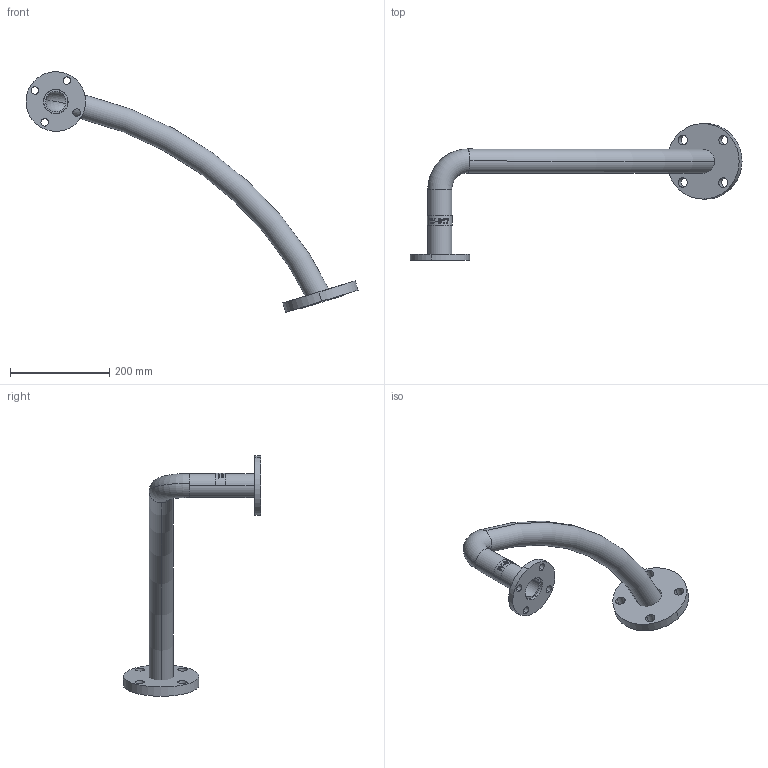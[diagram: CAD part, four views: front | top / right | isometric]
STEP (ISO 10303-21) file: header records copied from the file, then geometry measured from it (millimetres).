
FILE_DESCRIPTION (( 'STEP AP203' ), '1' );
FILE_NAME ('3974-13-50-017_REV_.step', '2026-02-01T23:44:23', ( '' ), ( '' ), 'SwSTEP 2.0', 'SolidWorks 2025', '' );
FILE_SCHEMA (( 'CONFIG_CONTROL_DESIGN' ));
Length unit declared in the file: millimetre
Products named in the file (7): 3435-50-017-01_Default<As Machined>; OEM-50-150-B-316L_OEM-50-150-M-316L; 3974-13-50-017_REV_; OEM-40-LR-40-316L_Default<As Machined>; 3435-50-017-03; OEM-40-JIS5K-P-316L_Default<As Machined>; 3435-50-017-02_Default<As Machined>
Assembly tree (6 placements, depth 2):
  3974-13-50-017_REV_
    3435-50-017-01_Default<As Machined>
    OEM-40-LR-40-316L_Default<As Machined>
    OEM-40-JIS5K-P-316L_Default<As Machined>
    OEM-50-150-B-316L_OEM-50-150-M-316L
    3435-50-017-02_Default<As Machined>
    3435-50-017-03
Bounding box: 667.95 x 276 x 483.9 mm (x, y, z)
Volume: 778230.5 mm3; surface area: 326000.9 mm2
Topology: 6 solids, 6 shells, 104 faces, 255 edges, 170 vertices
Faces by surface type: cylinder 42, plane 34, bspline 20, torus 8
Entity records: 7463 total; most frequent: CARTESIAN_POINT 4311, ORIENTED_EDGE 510, DIRECTION 476, EDGE_CURVE 255, AXIS2_PLACEMENT_3D 205, VERTEX_POINT 170, EDGE_LOOP 137, CIRCLE 112
